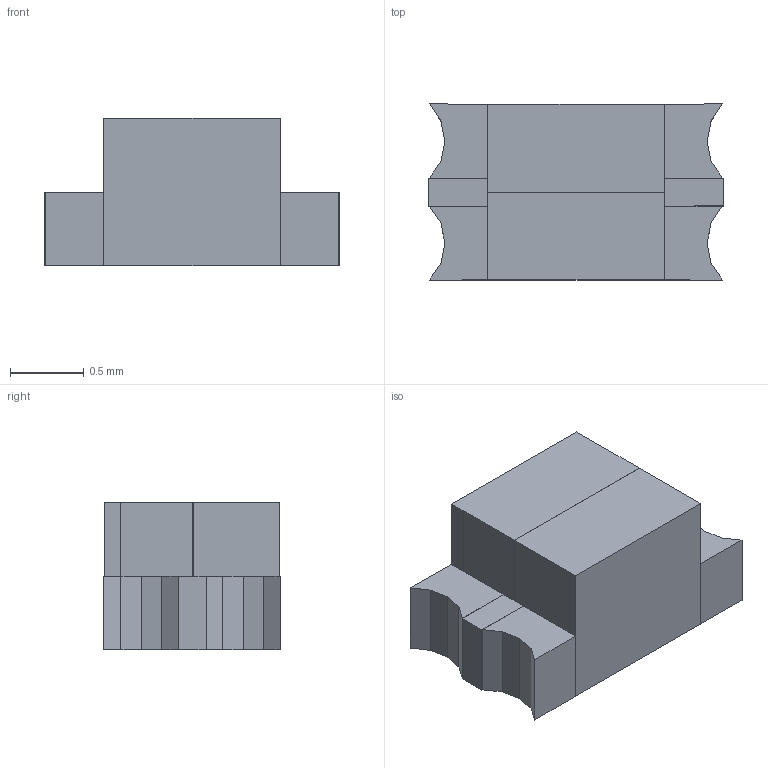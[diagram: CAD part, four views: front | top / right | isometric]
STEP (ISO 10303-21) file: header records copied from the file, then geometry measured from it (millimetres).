
FILE_DESCRIPTION (( 'STEP AP214' ), '1' );
FILE_NAME ('User Library-shuangsedeng15.STEP', '2017-03-21T01:36:49', ( 'Windows User' ), ( '' ), 'SwSTEP 2.0', 'SolidWorks 2017', '' );
FILE_SCHEMA (( 'AUTOMOTIVE_DESIGN' ));
Length unit declared in the file: millimetre
Products named in the file (14): User Library-shuangsedeng15_Extruded_5; User Library-shuangsedeng15_555379008; User Library-shuangsedeng15_Extruded_4; User Library-shuangsedeng15_582331200; User Library-shuangsedeng15_Extruded_3; User Library-shuangsedeng15_681061296; User Library-shuangsedeng15_Extruded_2; User Library-shuangsedeng15_681060528; User Library-shuangsedeng15_Extruded; User Library-shuangsedeng15; User Library-shuangsedeng15_Free-Models; User Library-shuangsedeng15_582316992; User Library-shuangsedeng15_Extruded_6; User Library-shuangsedeng15_681062192
Assembly tree (15 placements, depth 4):
  User Library-shuangsedeng15
    User Library-shuangsedeng15_Free-Models
      User Library-shuangsedeng15_681060528  x2
        User Library-shuangsedeng15_Extruded
      User Library-shuangsedeng15_681061296
        User Library-shuangsedeng15_Extruded_2
      User Library-shuangsedeng15_582331200
        User Library-shuangsedeng15_Extruded_3
      User Library-shuangsedeng15_555379008
        User Library-shuangsedeng15_Extruded_4
      User Library-shuangsedeng15_681062192
        User Library-shuangsedeng15_Extruded_5
      User Library-shuangsedeng15_582316992  x2
        User Library-shuangsedeng15_Extruded_6
Bounding box: 2 x 1.2 x 1 mm (x, y, z)
Volume: 1.8 mm3; surface area: 16.5 mm2
Topology: 8 solids, 8 shells, 66 faces, 140 edges, 90 vertices
Faces by surface type: plane 66
Entity records: 2341 total; most frequent: DIRECTION 255, CARTESIAN_POINT 252, ORIENTED_EDGE 212, EDGE_CURVE 106, VECTOR 105, LINE 105, UNCERTAINTY_MEASURE_WITH_UNIT 76, AXIS2_PLACEMENT_3D 75
